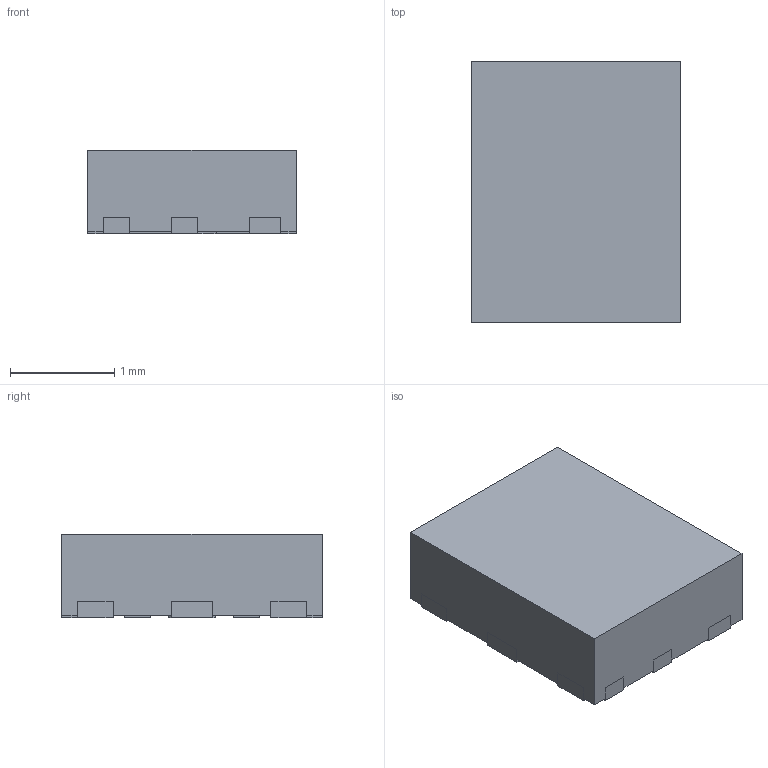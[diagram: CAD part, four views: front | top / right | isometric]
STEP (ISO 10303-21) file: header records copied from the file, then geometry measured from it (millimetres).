
FILE_DESCRIPTION((''),'2;1');
FILE_NAME('RAK0009A_ASM','2024-12-19T08:00:06',('a0412086'),(''),'CREO PARAMETRIC BY PTC INC, 2018500','CREO PARAMETRIC BY PTC INC, 2018500','');
FILE_SCHEMA(('CONFIG_CONTROL_DESIGN','SHAPE_APPEARANCE_LAYERS_GROUPS'));
Length unit declared in the file: millimetre
Products named in the file (3): RAK0009A_FRAME; RAK0009A_MOLD; RAK0009A_ASM
Assembly tree (2 placements, depth 2):
  RAK0009A_ASM
    RAK0009A_FRAME
    RAK0009A_MOLD
Bounding box: 2 x 2.5 x 0.8 mm (x, y, z)
Volume: 3.9 mm3; surface area: 24.4 mm2
Topology: 10 solids, 10 shells, 142 faces, 366 edges, 244 vertices
Faces by surface type: plane 138, cylinder 4
Entity records: 5630 total; most frequent: CARTESIAN_POINT 757, ORIENTED_EDGE 732, DIRECTION 668, PRESENTATION_STYLE_ASSIGNMENT 390, STYLED_ITEM 376, CURVE_STYLE 366, EDGE_CURVE 366, VECTOR 358
